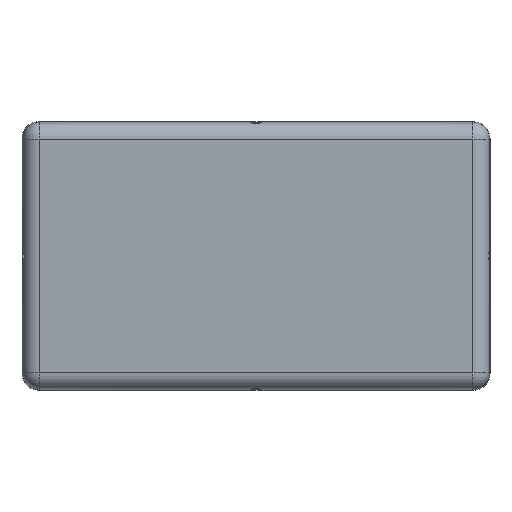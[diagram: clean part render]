
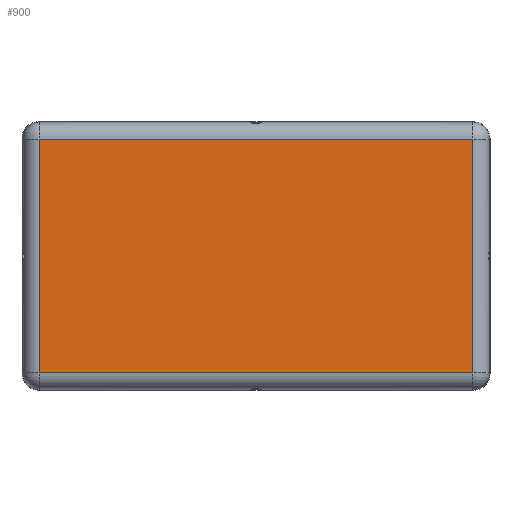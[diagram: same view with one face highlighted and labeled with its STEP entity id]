
A CAD part, front view. The second image highlights one B-rep face of the part: STEP entity #900.
In plain terms, the highlighted planar face has unit normal (0, -1, 0).
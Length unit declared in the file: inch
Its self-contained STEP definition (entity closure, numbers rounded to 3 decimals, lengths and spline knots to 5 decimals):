
#861=CARTESIAN_POINT('',(-7.,0.0,-4.));
#862=DIRECTION('',(0.0,-1.0,0.0));
#863=DIRECTION('',(0.0,0.0,-1.0));
#864=AXIS2_PLACEMENT_3D('',#861,#862,#863);
#865=PLANE('',#864);
#866=CARTESIAN_POINT('',(-6.51716,0.0,-3.51716));
#867=VERTEX_POINT('',#866);
#868=CARTESIAN_POINT('',(6.51716,0.0,-3.51716));
#869=VERTEX_POINT('',#868);
#870=CARTESIAN_POINT('',(-6.51716,0.0,-3.51716));
#871=DIRECTION('',(1.0,0.0,0.0));
#872=VECTOR('',#871,13.03431);
#873=LINE('',#870,#872);
#874=EDGE_CURVE('',#867,#869,#873,.T.);
#875=ORIENTED_EDGE('',*,*,#874,.T.);
#876=CARTESIAN_POINT('',(6.51716,0.0,3.51716));
#877=VERTEX_POINT('',#876);
#878=CARTESIAN_POINT('',(6.51716,0.0,-3.51716));
#879=DIRECTION('',(0.0,0.0,1.0));
#880=VECTOR('',#879,7.03431);
#881=LINE('',#878,#880);
#882=EDGE_CURVE('',#869,#877,#881,.T.);
#883=ORIENTED_EDGE('',*,*,#882,.T.);
#884=CARTESIAN_POINT('',(-6.51716,0.0,3.51716));
#885=VERTEX_POINT('',#884);
#886=CARTESIAN_POINT('',(6.51716,0.0,3.51716));
#887=DIRECTION('',(-1.0,0.0,0.0));
#888=VECTOR('',#887,13.03431);
#889=LINE('',#886,#888);
#890=EDGE_CURVE('',#877,#885,#889,.T.);
#891=ORIENTED_EDGE('',*,*,#890,.T.);
#892=CARTESIAN_POINT('',(-6.51716,0.0,3.51716));
#893=DIRECTION('',(0.0,0.0,-1.0));
#894=VECTOR('',#893,7.03431);
#895=LINE('',#892,#894);
#896=EDGE_CURVE('',#885,#867,#895,.T.);
#897=ORIENTED_EDGE('',*,*,#896,.T.);
#898=EDGE_LOOP('',(#875,#883,#891,#897));
#899=FACE_OUTER_BOUND('',#898,.T.);
#900=ADVANCED_FACE('',(#899),#865,.T.);
